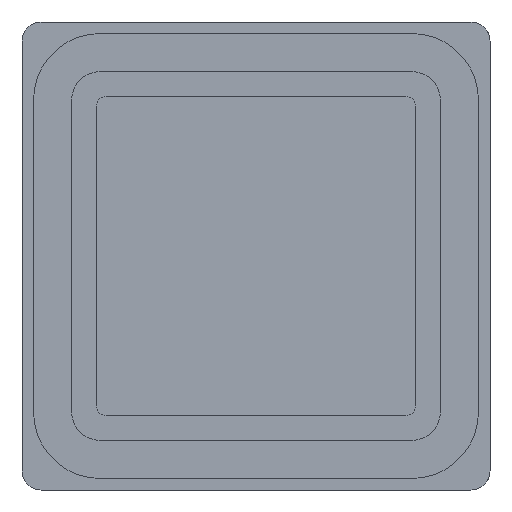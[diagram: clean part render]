
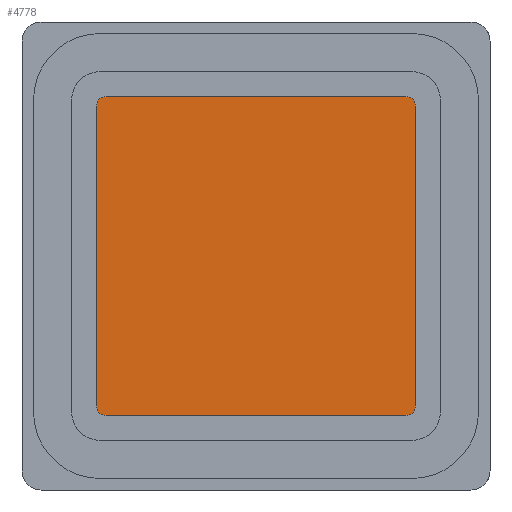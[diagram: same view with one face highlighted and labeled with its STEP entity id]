
A CAD part, front view. The second image highlights one B-rep face of the part: STEP entity #4778.
In plain terms, the highlighted planar face has unit normal (0, -1, 0).
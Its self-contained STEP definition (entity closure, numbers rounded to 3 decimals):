
#274 = DIRECTION ( 'NONE',  ( 0., -1., 0. ) ) ;
#318 = CARTESIAN_POINT ( 'NONE',  ( -7.85, 0.4, 8.35 ) ) ;
#319 = VERTEX_POINT ( 'NONE', #6822 ) ;
#457 = AXIS2_PLACEMENT_3D ( 'NONE', #9989, #1330, #7532 ) ;
#982 = DIRECTION ( 'NONE',  ( 0., 0., 1. ) ) ;
#1268 = EDGE_CURVE ( 'NONE', #2117, #10320, #14942, .T. ) ;
#1330 = DIRECTION ( 'NONE',  ( 0., -1., 0. ) ) ;
#1627 = DIRECTION ( 'NONE',  ( 0., 0., 1. ) ) ;
#1956 = DIRECTION ( 'NONE',  ( 0., -1., 0. ) ) ;
#2117 = VERTEX_POINT ( 'NONE', #15570 ) ;
#2209 = EDGE_CURVE ( 'NONE', #7578, #14030, #6357, .T. ) ;
#2251 = FACE_OUTER_BOUND ( 'NONE', #10108, .T. ) ;
#2306 = CARTESIAN_POINT ( 'NONE',  ( -9.65, 0.4, 8.35 ) ) ;
#2465 = AXIS2_PLACEMENT_3D ( 'NONE', #5577, #1956, #13021 ) ;
#2525 = ORIENTED_EDGE ( 'NONE', *, *, #1268, .F. ) ;
#3090 = EDGE_CURVE ( 'NONE', #7578, #7791, #11863, .T. ) ;
#3133 = ORIENTED_EDGE ( 'NONE', *, *, #9230, .T. ) ;
#3417 = CARTESIAN_POINT ( 'NONE',  ( -8.35, 0.4, 9.65 ) ) ;
#3477 = DIRECTION ( 'NONE',  ( 0., -1., 0. ) ) ;
#3590 = CARTESIAN_POINT ( 'NONE',  ( -7.85, 0.4, -8.35 ) ) ;
#4583 = CARTESIAN_POINT ( 'NONE',  ( 0., 0.4, 0. ) ) ;
#4731 = DIRECTION ( 'NONE',  ( 0., 0., 1. ) ) ;
#4778 = ADVANCED_FACE ( 'NONE', ( #2251 ), #12041, .F. ) ;
#5563 = CARTESIAN_POINT ( 'NONE',  ( -9.65, 0.4, -8.35 ) ) ;
#5577 = CARTESIAN_POINT ( 'NONE',  ( 7.85, 0.4, 7.85 ) ) ;
#5683 = VECTOR ( 'NONE', #10846, 1000. ) ;
#5999 = CARTESIAN_POINT ( 'NONE',  ( -7.85, 0.4, 7.85 ) ) ;
#6180 = VERTEX_POINT ( 'NONE', #318 ) ;
#6251 = VECTOR ( 'NONE', #10540, 1000. ) ;
#6351 = CARTESIAN_POINT ( 'NONE',  ( 8.35, 0.4, 9.65 ) ) ;
#6357 = CIRCLE ( 'NONE', #457, 0.5 ) ;
#6389 = VECTOR ( 'NONE', #11197, 1000. ) ;
#6747 = CARTESIAN_POINT ( 'NONE',  ( 7.85, 0.4, 8.35 ) ) ;
#6748 = EDGE_CURVE ( 'NONE', #6180, #10577, #15822, .T. ) ;
#6822 = CARTESIAN_POINT ( 'NONE',  ( 7.85, 0.4, -8.35 ) ) ;
#7066 = ORIENTED_EDGE ( 'NONE', *, *, #3090, .F. ) ;
#7213 = AXIS2_PLACEMENT_3D ( 'NONE', #4583, #10861, #982 ) ;
#7380 = ORIENTED_EDGE ( 'NONE', *, *, #7878, .F. ) ;
#7532 = DIRECTION ( 'NONE',  ( 0., 0., 1. ) ) ;
#7578 = VERTEX_POINT ( 'NONE', #8675 ) ;
#7678 = CARTESIAN_POINT ( 'NONE',  ( 7.85, 0.4, -7.85 ) ) ;
#7733 = CARTESIAN_POINT ( 'NONE',  ( -8.35, 0.4, 7.85 ) ) ;
#7791 = VERTEX_POINT ( 'NONE', #7733 ) ;
#7878 = EDGE_CURVE ( 'NONE', #319, #14030, #12894, .T. ) ;
#8380 = EDGE_CURVE ( 'NONE', #319, #10320, #9494, .T. ) ;
#8653 = CIRCLE ( 'NONE', #2465, 0.5 ) ;
#8675 = CARTESIAN_POINT ( 'NONE',  ( -8.35, 0.4, -7.85 ) ) ;
#8691 = ORIENTED_EDGE ( 'NONE', *, *, #6748, .F. ) ;
#9230 = EDGE_CURVE ( 'NONE', #2117, #10577, #8653, .T. ) ;
#9494 = CIRCLE ( 'NONE', #13526, 0.5 ) ;
#9562 = CARTESIAN_POINT ( 'NONE',  ( 8.35, 0.4, -7.85 ) ) ;
#9773 = VECTOR ( 'NONE', #14614, 1000. ) ;
#9989 = CARTESIAN_POINT ( 'NONE',  ( -7.85, 0.4, -7.85 ) ) ;
#10108 = EDGE_LOOP ( 'NONE', ( #8691, #13174, #7066, #11225, #7380, #11612, #2525, #3133 ) ) ;
#10320 = VERTEX_POINT ( 'NONE', #9562 ) ;
#10540 = DIRECTION ( 'NONE',  ( -1., 0., 0. ) ) ;
#10577 = VERTEX_POINT ( 'NONE', #6747 ) ;
#10846 = DIRECTION ( 'NONE',  ( 1., 0., 0. ) ) ;
#10861 = DIRECTION ( 'NONE',  ( 0., 1., 0. ) ) ;
#11032 = AXIS2_PLACEMENT_3D ( 'NONE', #5999, #3477, #4731 ) ;
#11197 = DIRECTION ( 'NONE',  ( 0., 0., -1. ) ) ;
#11225 = ORIENTED_EDGE ( 'NONE', *, *, #2209, .T. ) ;
#11612 = ORIENTED_EDGE ( 'NONE', *, *, #8380, .T. ) ;
#11863 = LINE ( 'NONE', #3417, #9773 ) ;
#12041 = PLANE ( 'NONE',  #7213 ) ;
#12664 = EDGE_CURVE ( 'NONE', #6180, #7791, #12905, .T. ) ;
#12894 = LINE ( 'NONE', #5563, #6251 ) ;
#12905 = CIRCLE ( 'NONE', #11032, 0.5 ) ;
#13021 = DIRECTION ( 'NONE',  ( 0., 0., 1. ) ) ;
#13174 = ORIENTED_EDGE ( 'NONE', *, *, #12664, .T. ) ;
#13526 = AXIS2_PLACEMENT_3D ( 'NONE', #7678, #274, #1627 ) ;
#14030 = VERTEX_POINT ( 'NONE', #3590 ) ;
#14614 = DIRECTION ( 'NONE',  ( 0., 0., 1. ) ) ;
#14942 = LINE ( 'NONE', #6351, #6389 ) ;
#15570 = CARTESIAN_POINT ( 'NONE',  ( 8.35, 0.4, 7.85 ) ) ;
#15822 = LINE ( 'NONE', #2306, #5683 ) ;
